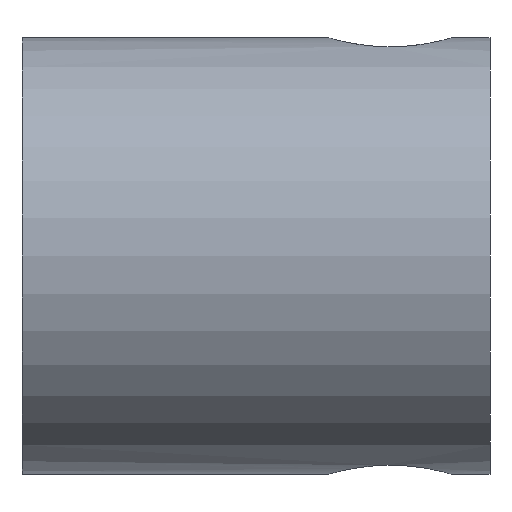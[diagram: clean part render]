
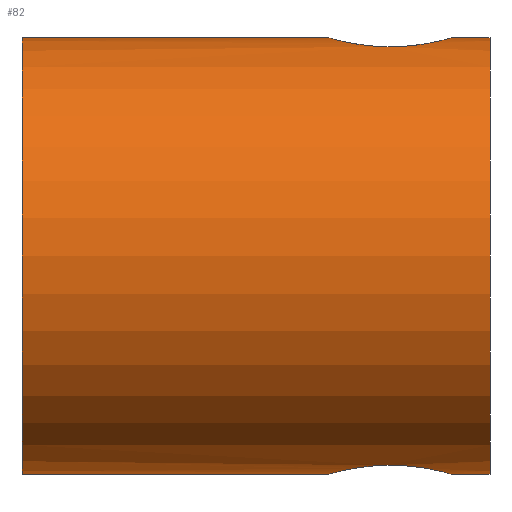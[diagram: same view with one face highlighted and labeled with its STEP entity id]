
A CAD part, front view. The second image highlights one B-rep face of the part: STEP entity #82.
In plain terms, the highlighted cylindrical face has radius 3.5 mm (diameter 7 mm), a partial arc.
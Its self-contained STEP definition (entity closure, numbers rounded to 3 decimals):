
#2 = CARTESIAN_POINT ( 'NONE',  ( -11.702, 0., 0. ) ) ;
#6 = VERTEX_POINT ( 'NONE', #172 ) ;
#11 = CARTESIAN_POINT ( 'NONE',  ( 5.638, -0.974, 3.362 ) ) ;
#19 = CARTESIAN_POINT ( 'NONE',  ( -11.702, 0., 3.5 ) ) ;
#20 = CARTESIAN_POINT ( 'NONE',  ( 4.926, -0.263, -3.492 ) ) ;
#21 = CIRCLE ( 'NONE', #422, 3.5 ) ;
#23 = CARTESIAN_POINT ( 'NONE',  ( 6.873, -0.264, -3.492 ) ) ;
#30 = CARTESIAN_POINT ( 'NONE',  ( 0., 0., -3.5 ) ) ;
#41 = ORIENTED_EDGE ( 'NONE', *, *, #528, .F. ) ;
#45 = LINE ( 'NONE', #86, #508 ) ;
#47 = VERTEX_POINT ( 'NONE', #136 ) ;
#49 = EDGE_CURVE ( 'NONE', #6, #423, #62, .T. ) ;
#50 = B_SPLINE_CURVE_WITH_KNOTS ( 'NONE', 3,
 ( #374, #333, #379, #126, #419, #166, #455, #209, #497, #254, #11, #292, #51, #335, #88, #380, #128, #420 ),
 .UNSPECIFIED., .F., .F.,
 ( 4, 2, 2, 2, 2, 2, 2, 2, 4 ),
 ( 0., 0., 0.001, 0.001, 0.002, 0.002, 0.002, 0.003, 0.003 ),
 .UNSPECIFIED. ) ;
#51 = CARTESIAN_POINT ( 'NONE',  ( 5.285, -0.799, 3.409 ) ) ;
#61 = CARTESIAN_POINT ( 'NONE',  ( 5.101, -0.615, -3.447 ) ) ;
#62 = LINE ( 'NONE', #19, #506 ) ;
#63 = CARTESIAN_POINT ( 'NONE',  ( 6.9, 0., -3.5 ) ) ;
#74 = DIRECTION ( 'NONE',  ( -1., 0., 0. ) ) ;
#76 = DIRECTION ( 'NONE',  ( -1., 0., 0. ) ) ;
#82 = ADVANCED_FACE ( 'NONE', ( #378 ), #521, .T. ) ;
#86 = CARTESIAN_POINT ( 'NONE',  ( -11.702, 0., 3.5 ) ) ;
#88 = CARTESIAN_POINT ( 'NONE',  ( 5.027, -0.504, 3.466 ) ) ;
#95 = CARTESIAN_POINT ( 'NONE',  ( 0., 0., 0. ) ) ;
#96 = ORIENTED_EDGE ( 'NONE', *, *, #269, .F. ) ;
#97 = CARTESIAN_POINT ( 'NONE',  ( 5.394, -0.873, -3.39 ) ) ;
#125 = ORIENTED_EDGE ( 'NONE', *, *, #325, .T. ) ;
#126 = CARTESIAN_POINT ( 'NONE',  ( 6.773, -0.505, 3.465 ) ) ;
#127 = EDGE_CURVE ( 'NONE', #204, #6, #50, .T. ) ;
#128 = CARTESIAN_POINT ( 'NONE',  ( 4.9, -0.131, 3.5 ) ) ;
#134 = CARTESIAN_POINT ( 'NONE',  ( 4.9, 0., -3.5 ) ) ;
#136 = CARTESIAN_POINT ( 'NONE',  ( 6.9, 0., -3.5 ) ) ;
#137 = DIRECTION ( 'NONE',  ( 0., 0., 1. ) ) ;
#139 = CARTESIAN_POINT ( 'NONE',  ( 5.768, -1., -3.354 ) ) ;
#142 = CARTESIAN_POINT ( 'NONE',  ( 7.5, 0., 3.5 ) ) ;
#160 = EDGE_CURVE ( 'NONE', #357, #204, #45, .T. ) ;
#166 = CARTESIAN_POINT ( 'NONE',  ( 6.515, -0.799, 3.409 ) ) ;
#168 = DIRECTION ( 'NONE',  ( -1., 0., 0. ) ) ;
#169 = VECTOR ( 'NONE', #76, 1000. ) ;
#172 = CARTESIAN_POINT ( 'NONE',  ( 4.9, 0., 3.5 ) ) ;
#179 = CARTESIAN_POINT ( 'NONE',  ( 6.163, -0.974, -3.362 ) ) ;
#181 = CARTESIAN_POINT ( 'NONE',  ( 7.5, 0., 0. ) ) ;
#185 = CARTESIAN_POINT ( 'NONE',  ( 0., 0., 3.5 ) ) ;
#204 = VERTEX_POINT ( 'NONE', #341 ) ;
#209 = CARTESIAN_POINT ( 'NONE',  ( 6.164, -0.973, 3.362 ) ) ;
#218 = CARTESIAN_POINT ( 'NONE',  ( 4.9, -0.131, -3.5 ) ) ;
#220 = CARTESIAN_POINT ( 'NONE',  ( 6.515, -0.799, -3.409 ) ) ;
#222 = DIRECTION ( 'NONE',  ( 0., 0., 1. ) ) ;
#238 = ORIENTED_EDGE ( 'NONE', *, *, #293, .T. ) ;
#247 = DIRECTION ( 'NONE',  ( -1., 0., 0. ) ) ;
#254 = CARTESIAN_POINT ( 'NONE',  ( 5.769, -1., 3.354 ) ) ;
#257 = AXIS2_PLACEMENT_3D ( 'NONE', #95, #388, #137 ) ;
#265 = CARTESIAN_POINT ( 'NONE',  ( 6.773, -0.505, -3.465 ) ) ;
#267 = CARTESIAN_POINT ( 'NONE',  ( 4.9, 0., -3.5 ) ) ;
#269 = EDGE_CURVE ( 'NONE', #443, #423, #288, .T. ) ;
#287 = AXIS2_PLACEMENT_3D ( 'NONE', #2, #247, #487 ) ;
#288 = CIRCLE ( 'NONE', #257, 3.5 ) ;
#292 = CARTESIAN_POINT ( 'NONE',  ( 5.395, -0.873, 3.39 ) ) ;
#293 = EDGE_CURVE ( 'NONE', #328, #47, #429, .T. ) ;
#299 = VERTEX_POINT ( 'NONE', #349 ) ;
#301 = CARTESIAN_POINT ( 'NONE',  ( 5.027, -0.504, -3.466 ) ) ;
#302 = CARTESIAN_POINT ( 'NONE',  ( 6.9, -0.133, -3.5 ) ) ;
#320 = CARTESIAN_POINT ( 'NONE',  ( -11.702, 0., -3.5 ) ) ;
#325 = EDGE_CURVE ( 'NONE', #299, #357, #21, .T. ) ;
#328 = VERTEX_POINT ( 'NONE', #267 ) ;
#333 = CARTESIAN_POINT ( 'NONE',  ( 6.9, -0.133, 3.5 ) ) ;
#335 = CARTESIAN_POINT ( 'NONE',  ( 5.1, -0.614, 3.447 ) ) ;
#339 = VECTOR ( 'NONE', #74, 1000. ) ;
#341 = CARTESIAN_POINT ( 'NONE',  ( 6.9, 0., 3.5 ) ) ;
#345 = DIRECTION ( 'NONE',  ( -1., 0., 0. ) ) ;
#347 = CARTESIAN_POINT ( 'NONE',  ( 5.285, -0.799, -3.409 ) ) ;
#349 = CARTESIAN_POINT ( 'NONE',  ( 7.5, 0., -3.5 ) ) ;
#350 = ORIENTED_EDGE ( 'NONE', *, *, #160, .T. ) ;
#351 = LINE ( 'NONE', #365, #339 ) ;
#357 = VERTEX_POINT ( 'NONE', #142 ) ;
#361 = LINE ( 'NONE', #320, #169 ) ;
#365 = CARTESIAN_POINT ( 'NONE',  ( -11.702, 0., -3.5 ) ) ;
#368 = ORIENTED_EDGE ( 'NONE', *, *, #49, .T. ) ;
#374 = CARTESIAN_POINT ( 'NONE',  ( 6.9, 0., 3.5 ) ) ;
#378 = FACE_OUTER_BOUND ( 'NONE', #492, .T. ) ;
#379 = CARTESIAN_POINT ( 'NONE',  ( 6.874, -0.263, 3.492 ) ) ;
#380 = CARTESIAN_POINT ( 'NONE',  ( 4.926, -0.263, 3.492 ) ) ;
#388 = DIRECTION ( 'NONE',  ( -1., 0., 0. ) ) ;
#391 = CARTESIAN_POINT ( 'NONE',  ( 5.638, -0.974, -3.362 ) ) ;
#403 = ORIENTED_EDGE ( 'NONE', *, *, #467, .F. ) ;
#419 = CARTESIAN_POINT ( 'NONE',  ( 6.699, -0.616, 3.447 ) ) ;
#420 = CARTESIAN_POINT ( 'NONE',  ( 4.9, 0., 3.5 ) ) ;
#422 = AXIS2_PLACEMENT_3D ( 'NONE', #181, #466, #222 ) ;
#423 = VERTEX_POINT ( 'NONE', #185 ) ;
#427 = CARTESIAN_POINT ( 'NONE',  ( 6.032, -1., -3.354 ) ) ;
#429 = B_SPLINE_CURVE_WITH_KNOTS ( 'NONE', 3,
 ( #134, #218, #20, #301, #61, #347, #97, #391, #139, #427, #179, #465, #220, #507, #265, #23, #302, #63 ),
 .UNSPECIFIED., .F., .F.,
 ( 4, 2, 2, 2, 2, 2, 2, 2, 4 ),
 ( 0.003, 0.004, 0.004, 0.004, 0.005, 0.005, 0.005, 0.006, 0.006 ),
 .UNSPECIFIED. ) ;
#443 = VERTEX_POINT ( 'NONE', #30 ) ;
#455 = CARTESIAN_POINT ( 'NONE',  ( 6.404, -0.873, 3.39 ) ) ;
#465 = CARTESIAN_POINT ( 'NONE',  ( 6.404, -0.873, -3.39 ) ) ;
#466 = DIRECTION ( 'NONE',  ( -1., 0., 0. ) ) ;
#467 = EDGE_CURVE ( 'NONE', #299, #47, #351, .T. ) ;
#487 = DIRECTION ( 'NONE',  ( 0., 0., 1. ) ) ;
#492 = EDGE_LOOP ( 'NONE', ( #403, #125, #350, #519, #368, #96, #41, #238 ) ) ;
#497 = CARTESIAN_POINT ( 'NONE',  ( 6.032, -1., 3.354 ) ) ;
#506 = VECTOR ( 'NONE', #345, 1000. ) ;
#507 = CARTESIAN_POINT ( 'NONE',  ( 6.699, -0.616, -3.447 ) ) ;
#508 = VECTOR ( 'NONE', #168, 1000. ) ;
#519 = ORIENTED_EDGE ( 'NONE', *, *, #127, .T. ) ;
#521 = CYLINDRICAL_SURFACE ( 'NONE', #287, 3.5 ) ;
#528 = EDGE_CURVE ( 'NONE', #328, #443, #361, .T. ) ;
